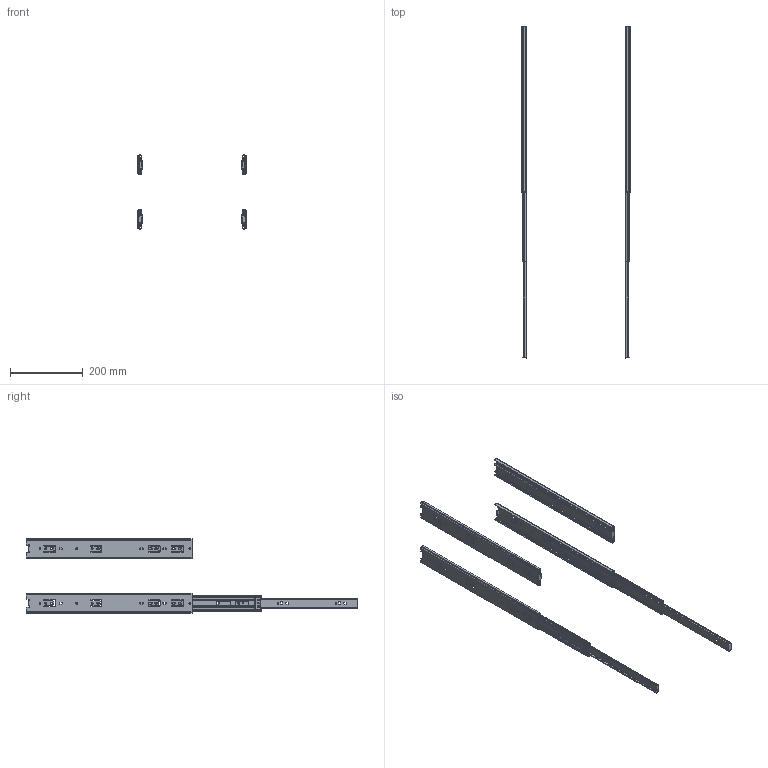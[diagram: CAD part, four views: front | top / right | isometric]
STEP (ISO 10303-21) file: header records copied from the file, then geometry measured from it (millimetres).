
FILE_DESCRIPTION( ( 'Unknown' ), '1' );
FILE_NAME( '81A02(18)組合.stp', 'Unknown', ( 'Unknown' ), ( 'Unknown' ), 'PSStep 14.0', 'Unknown', ' ' );
FILE_SCHEMA( ( 'AUTOMOTIVE_DESIGN { 1 0 10303 214 1 1 1 1 }' ) );
Length unit declared in the file: millimetre
Products named in the file (7): Assem1; 81A02外框(); 81A02中框(); 81A02內框(); 81A02外框()_mir1; 81A02中框()_mir1; 81A02內框()_mir1
Assembly tree (12 placements, depth 2):
  Assem1
    81A02外框()  x2
    81A02中框()  x2
    81A02內框()  x2
    81A02外框()_mir1  x2
    81A02中框()_mir1  x2
    81A02內框()_mir1  x2
Bounding box: 300 x 914.4 x 204.48 mm (x, y, z)
Volume: 531559 mm3; surface area: 665208.6 mm2
Topology: 12 solids, 12 shells, 1376 faces, 4112 edges, 2752 vertices
Faces by surface type: cylinder 728, plane 648
Full cylindrical faces by diameter (mm): 3.2 x8, 4.6 x20, 5.1 x4, 6.4 x16
Entity records: 29231 total; most frequent: CARTESIAN_POINT 4292, DIRECTION 4140, ORIENTED_EDGE 4016, EDGE_CURVE 2008, AXIS2_PLACEMENT_3D 1443, VERTEX_POINT 1352, LINE 1254, VECTOR 1254
